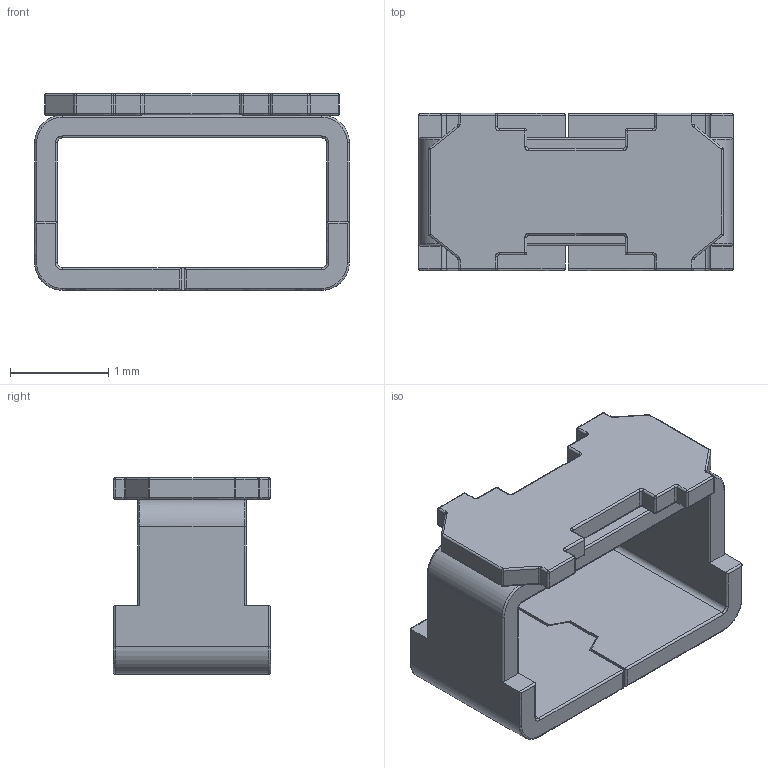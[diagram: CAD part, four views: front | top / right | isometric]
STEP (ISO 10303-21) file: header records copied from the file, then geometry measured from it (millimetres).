
FILE_DESCRIPTION(/* description */ (''),/* implementation_level */ '2;1');
FILE_NAME(/* name */ 'RCW(12~1',/* time_stamp */ '2013-06-16T12:50:39+02:00',/* author */ (''),/* organization */ (''),/* preprocessor_version */ 'ST-DEVELOPER v14',/* originating_system */ '',/* authorisation */ '');
FILE_SCHEMA (('AUTOMOTIVE_DESIGN'));
Length unit declared in the file: millimetre
Products named in the file (1): Document
Bounding box: 3.2 x 1.6 x 2 mm (x, y, z)
Volume: 3.5 mm3; surface area: 37.1 mm2
Topology: 2 solids, 2 shells, 263 faces, 587 edges, 328 vertices
Faces by surface type: bspline 210, plane 53
Entity records: 15726 total; most frequent: CARTESIAN_POINT 8269, B_SPLINE_CURVE_WITH_KNOTS 1440, ORIENTED_EDGE 1174, PCURVE 1174, DEFINITIONAL_REPRESENTATION 1174, SURFACE_CURVE 587, EDGE_CURVE 587, VERTEX_POINT 328
